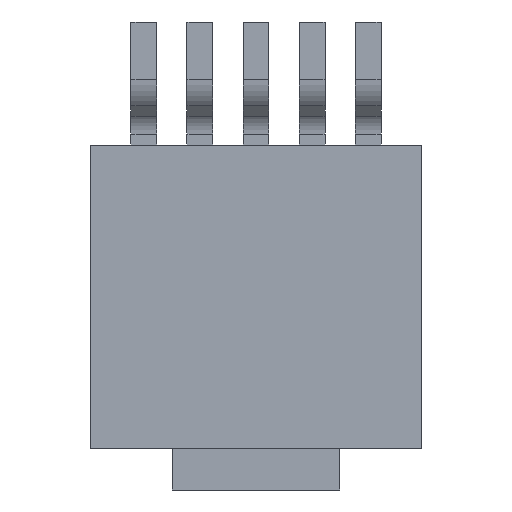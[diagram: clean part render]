
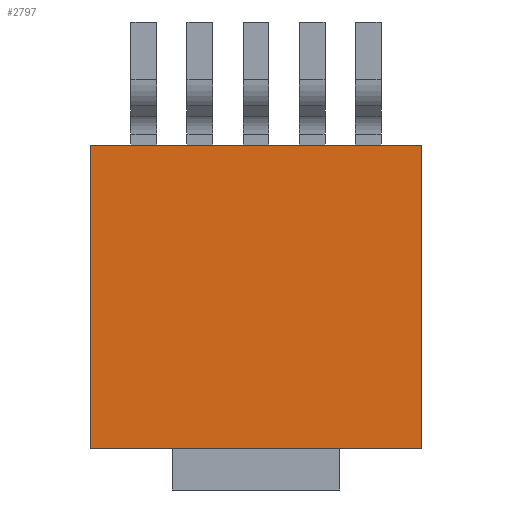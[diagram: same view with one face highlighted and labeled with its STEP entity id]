
A CAD part, front view. The second image highlights one B-rep face of the part: STEP entity #2797.
In plain terms, the highlighted planar face has unit normal (0, -1, 0).
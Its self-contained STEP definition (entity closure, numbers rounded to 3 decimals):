
#2614 = CARTESIAN_POINT ( 'NONE',  ( -5.01, 0., 3.365 ) ) ;
#2615 = VERTEX_POINT ( 'NONE', #2614 ) ;
#2630 = CARTESIAN_POINT ( 'NONE',  ( -5.01, 0., -5.83 ) ) ;
#2631 = VERTEX_POINT ( 'NONE', #2630 ) ;
#2638 = CARTESIAN_POINT ( 'NONE',  ( -5.01, 0., -5.83 ) ) ;
#2639 = DIRECTION ( 'NONE',  ( 0., 0., 1. ) ) ;
#2640 = VECTOR ( 'NONE', #2639, 1000. ) ;
#2641 = LINE ( 'NONE', #2638, #2640 ) ;
#2642 = EDGE_CURVE ( 'NONE', #2631, #2615, #2641, .T. ) ;
#2654 = CARTESIAN_POINT ( 'NONE',  ( 5.01, 0., 3.365 ) ) ;
#2655 = VERTEX_POINT ( 'NONE', #2654 ) ;
#2669 = CARTESIAN_POINT ( 'NONE',  ( -5.01, 0., 3.365 ) ) ;
#2670 = DIRECTION ( 'NONE',  ( 1., 0., 0. ) ) ;
#2671 = VECTOR ( 'NONE', #2670, 1000. ) ;
#2672 = LINE ( 'NONE', #2669, #2671 ) ;
#2673 = EDGE_CURVE ( 'NONE', #2615, #2655, #2672, .T. ) ;
#2685 = CARTESIAN_POINT ( 'NONE',  ( 5.01, 0., -5.83 ) ) ;
#2686 = VERTEX_POINT ( 'NONE', #2685 ) ;
#2700 = CARTESIAN_POINT ( 'NONE',  ( 5.01, 0., -5.83 ) ) ;
#2701 = DIRECTION ( 'NONE',  ( 0., 0., -1. ) ) ;
#2702 = VECTOR ( 'NONE', #2701, 1000. ) ;
#2703 = LINE ( 'NONE', #2700, #2702 ) ;
#2704 = EDGE_CURVE ( 'NONE', #2655, #2686, #2703, .T. ) ;
#2722 = CARTESIAN_POINT ( 'NONE',  ( -5.01, 0., -5.83 ) ) ;
#2723 = DIRECTION ( 'NONE',  ( -1., 0., 0. ) ) ;
#2724 = VECTOR ( 'NONE', #2723, 1000. ) ;
#2725 = LINE ( 'NONE', #2722, #2724 ) ;
#2726 = EDGE_CURVE ( 'NONE', #2686, #2631, #2725, .T. ) ;
#2786 = ORIENTED_EDGE ( 'NONE', *, *, #2642, .F. ) ;
#2787 = ORIENTED_EDGE ( 'NONE', *, *, #2726, .F. ) ;
#2788 = ORIENTED_EDGE ( 'NONE', *, *, #2704, .F. ) ;
#2789 = ORIENTED_EDGE ( 'NONE', *, *, #2673, .F. ) ;
#2790 = EDGE_LOOP ( 'NONE', ( #2786, #2787, #2788, #2789 ) ) ;
#2791 = FACE_OUTER_BOUND ( 'NONE', #2790, .T. ) ;
#2792 = CARTESIAN_POINT ( 'NONE',  ( 0., 0., 0. ) ) ;
#2793 = DIRECTION ( 'NONE',  ( 0., 1., 0. ) ) ;
#2794 = DIRECTION ( 'NONE',  ( 0., 0., 1. ) ) ;
#2795 = AXIS2_PLACEMENT_3D ( 'NONE', #2792, #2793, #2794 ) ;
#2796 = PLANE ( 'NONE', #2795 ) ;
#2797 = ADVANCED_FACE ( 'NONE', ( #2791 ), #2796, .F. ) ;
